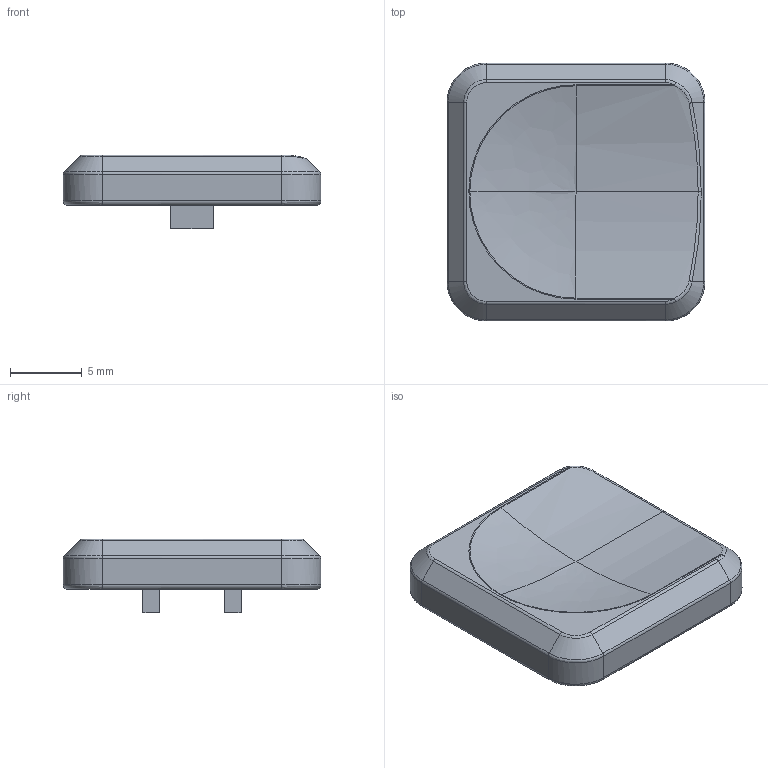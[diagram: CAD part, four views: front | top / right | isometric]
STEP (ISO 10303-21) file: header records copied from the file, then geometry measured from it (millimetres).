
FILE_DESCRIPTION(/* description */ (''),/* implementation_level */ '2;1');
FILE_NAME(/* name */ 'KEA Choc V1 MX Spaced Thumb 90Deg Keycap 1u',/* time_stamp */ '2025-03-22T14:43:15+13:00',/* author */ (''),/* organization */ (''),/* preprocessor_version */ 'ST-DEVELOPER v16.5',/* originating_system */ 'Rhino 7.38',/* authorisation */ '');
FILE_SCHEMA (('AUTOMOTIVE_DESIGN_CC2'));
Length unit declared in the file: millimetre
Products named in the file (1): Document
Bounding box: 18 x 18 x 5.14 mm (x, y, z)
Volume: 663.8 mm3; surface area: 902.5 mm2
Topology: 1 solids, 1 shells, 94 faces, 216 edges, 125 vertices
Faces by surface type: bspline 42, cylinder 27, plane 25
Entity records: 2617 total; most frequent: CARTESIAN_POINT 1276, ORIENTED_EDGE 428, EDGE_CURVE 214, VERTEX_POINT 125, B_SPLINE_CURVE_WITH_KNOTS 105, EDGE_LOOP 97, ADVANCED_FACE 94, FACE_OUTER_BOUND 94
